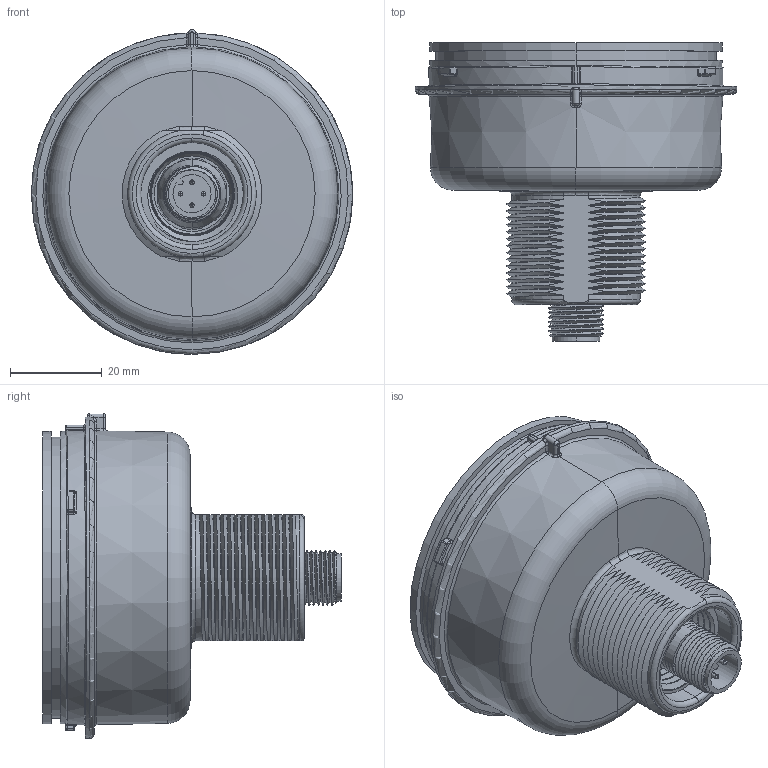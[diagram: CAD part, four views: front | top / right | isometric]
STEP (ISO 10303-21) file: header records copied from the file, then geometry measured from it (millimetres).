
FILE_DESCRIPTION((''),'2;1');
FILE_NAME('180995_SM01_ASM','2022-07-01T09:59:53',('PDMAdmin'),('BANNER ENGINEERING'),'CREO PARAMETRIC BY PTC INC, 2019292','CREO PARAMETRIC BY PTC INC, 2019292','');
FILE_SCHEMA(('CONFIG_CONTROL_DESIGN'));
Length unit declared in the file: millimetre
Products named in the file (2): 180995_EP01; 180995_SM01_ASM
Assembly tree (1 placements, depth 2):
  180995_SM01_ASM
    180995_EP01
Bounding box: 70 x 65 x 70.75 mm (x, y, z)
Volume: 99732.6 mm3; surface area: 23194.5 mm2
Topology: 1 solids, 1 shells, 451 faces, 1135 edges, 707 vertices
Faces by surface type: cylinder 168, bspline 141, plane 63, torus 35, cone 28, sphere 16
Entity records: 34548 total; most frequent: CARTESIAN_POINT 24751, ORIENTED_EDGE 2270, DIRECTION 1706, EDGE_CURVE 1135, VERTEX_POINT 707, AXIS2_PLACEMENT_3D 699, EDGE_LOOP 472, FACE_OUTER_BOUND 451
